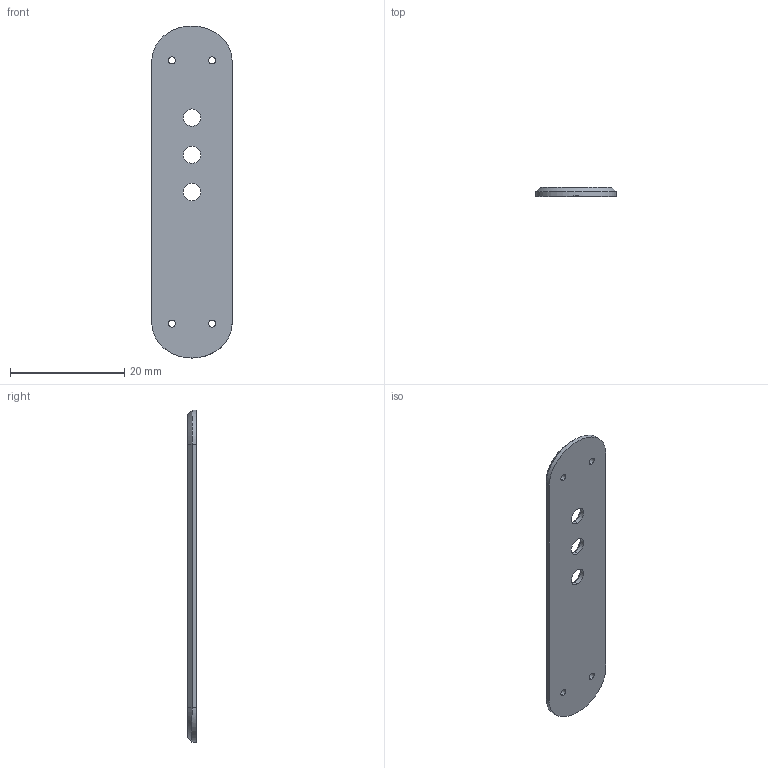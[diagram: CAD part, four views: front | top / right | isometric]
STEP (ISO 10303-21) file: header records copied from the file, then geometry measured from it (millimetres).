
FILE_DESCRIPTION (( 'STEP AP214' ), '1' );
FILE_NAME ('back_scale_58mm_SOLIDS.STEP', '2022-02-20T22:20:07', ( '' ), ( '' ), 'SwSTEP 2.0', 'SolidWorks 2021', '' );
FILE_SCHEMA (( 'AUTOMOTIVE_DESIGN' ));
Length unit declared in the file: millimetre
Products named in the file (1): back_scale_58mm_SOLIDS
Bounding box: 14 x 1.5 x 58 mm (x, y, z)
Volume: 1079 mm3; surface area: 1696 mm2
Topology: 1 solids, 1 shells, 30 faces, 74 edges, 46 vertices
Faces by surface type: cylinder 14, cone 6, plane 6, bspline 4
Entity records: 1586 total; most frequent: CARTESIAN_POINT 821, DIRECTION 152, ORIENTED_EDGE 148, EDGE_CURVE 74, AXIS2_PLACEMENT_3D 61, VERTEX_POINT 46, EDGE_LOOP 44, CIRCLE 34
